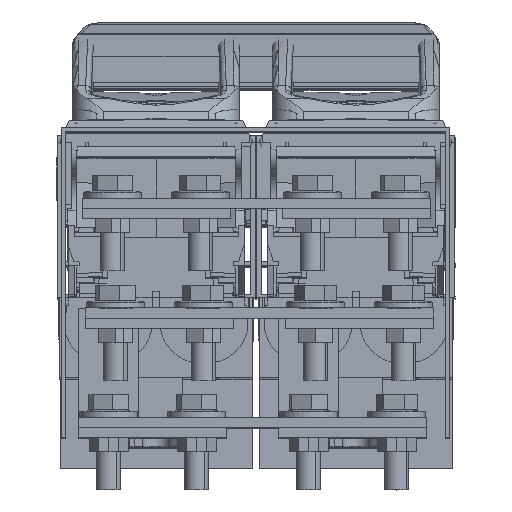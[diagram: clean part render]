
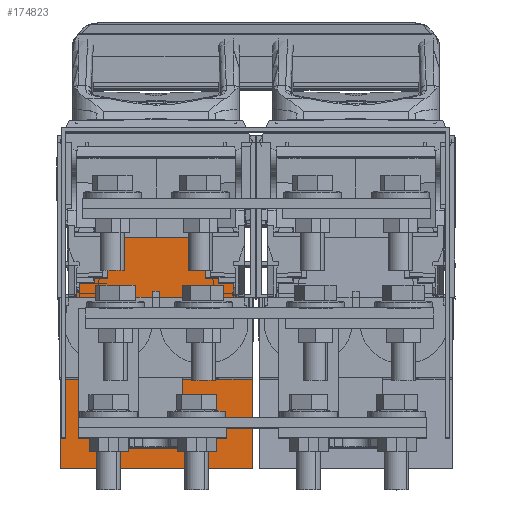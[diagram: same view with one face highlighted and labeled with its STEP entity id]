
A CAD part, top view. The second image highlights one B-rep face of the part: STEP entity #174823.
In plain terms, the highlighted planar face has unit normal (0, 0.018, 1).
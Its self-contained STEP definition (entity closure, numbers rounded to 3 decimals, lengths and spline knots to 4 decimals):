
#174600=DIRECTION('',(1.,0.,0.));
#174601=VECTOR('',#174600,3.6614);
#174602=CARTESIAN_POINT('',(-3.8104,24.3886,
-17.311));
#174603=LINE('',#174602,#174601);
#174604=DIRECTION('',(0.,-1.,0.017));
#174605=VECTOR('',#174604,1.2205);
#174606=CARTESIAN_POINT('',(-0.1489,24.3886,
-17.3112));
#174607=LINE('',#174606,#174605);
#174608=DIRECTION('',(-1.,0.,0.));
#174609=VECTOR('',#174608,0.1772);
#174610=CARTESIAN_POINT('',(-0.1489,23.1683,
-17.2899));
#174611=LINE('',#174610,#174609);
#174612=DIRECTION('',(0.,-1.,0.017));
#174613=VECTOR('',#174612,2.1654);
#174614=CARTESIAN_POINT('',(-0.3261,23.1683,
-17.2899));
#174615=LINE('',#174614,#174613);
#174616=DIRECTION('',(1.,0.,0.));
#174617=VECTOR('',#174616,0.2362);
#174618=CARTESIAN_POINT('',(-0.3261,21.0032,
-17.2521));
#174619=LINE('',#174618,#174617);
#174620=DIRECTION('',(0.,-1.,0.017));
#174621=VECTOR('',#174620,2.9921);
#174622=CARTESIAN_POINT('',(-0.0899,21.0032,
-17.2521));
#174623=LINE('',#174622,#174621);
#174624=DIRECTION('',(-1.,0.,0.));
#174625=VECTOR('',#174624,3.7795);
#174626=CARTESIAN_POINT('',(-0.0899,18.0116,
-17.1999));
#174627=LINE('',#174626,#174625);
#174628=DIRECTION('',(0.,1.,
-0.017));
#174629=VECTOR('',#174628,2.9921);
#174630=CARTESIAN_POINT('',(-3.8694,18.0116,
-17.1997));
#174631=LINE('',#174630,#174629);
#174632=DIRECTION('',(1.,0.,0.));
#174633=VECTOR('',#174632,0.2362);
#174634=CARTESIAN_POINT('',(-3.8694,21.0032,
-17.2519));
#174635=LINE('',#174634,#174633);
#174636=DIRECTION('',(0.,1.,
-0.017));
#174637=VECTOR('',#174636,2.1654);
#174638=CARTESIAN_POINT('',(-3.6332,21.0032,
-17.252));
#174639=LINE('',#174638,#174637);
#174640=DIRECTION('',(-1.,0.,0.));
#174641=VECTOR('',#174640,0.1772);
#174642=CARTESIAN_POINT('',(-3.6332,23.1683,
-17.2897));
#174643=LINE('',#174642,#174641);
#174644=DIRECTION('',(0.,1.,
-0.017));
#174645=VECTOR('',#174644,1.2205);
#174646=CARTESIAN_POINT('',(-3.8104,23.1683,
-17.2897));
#174647=LINE('',#174646,#174645);
#174744=CARTESIAN_POINT('',(-3.8104,24.3886,
-17.311));
#174745=CARTESIAN_POINT('',(-0.1489,24.3886,
-17.3112));
#174746=VERTEX_POINT('',#174744);
#174747=VERTEX_POINT('',#174745);
#174748=CARTESIAN_POINT('',(-0.1489,23.1683,
-17.2899));
#174749=VERTEX_POINT('',#174748);
#174750=CARTESIAN_POINT('',(-0.3261,23.1683,
-17.2899));
#174751=VERTEX_POINT('',#174750);
#174752=CARTESIAN_POINT('',(-0.3261,21.0032,
-17.2521));
#174753=VERTEX_POINT('',#174752);
#174754=CARTESIAN_POINT('',(-0.0899,21.0032,
-17.2521));
#174755=VERTEX_POINT('',#174754);
#174756=CARTESIAN_POINT('',(-0.0899,18.0116,
-17.1999));
#174757=VERTEX_POINT('',#174756);
#174758=CARTESIAN_POINT('',(-3.8694,18.0116,
-17.1997));
#174759=VERTEX_POINT('',#174758);
#174760=CARTESIAN_POINT('',(-3.8694,21.0032,
-17.2519));
#174761=VERTEX_POINT('',#174760);
#174762=CARTESIAN_POINT('',(-3.6332,21.0032,
-17.252));
#174763=VERTEX_POINT('',#174762);
#174764=CARTESIAN_POINT('',(-3.6332,23.1683,
-17.2897));
#174765=VERTEX_POINT('',#174764);
#174766=CARTESIAN_POINT('',(-3.8104,23.1683,
-17.2897));
#174767=VERTEX_POINT('',#174766);
#174792=CARTESIAN_POINT('',(-3.6332,24.3886,
-17.311));
#174793=DIRECTION('',(0.,-0.017,
-1.));
#174794=DIRECTION('',(1.,0.,0.));
#174795=AXIS2_PLACEMENT_3D('',#174792,#174793,#174794);
#174796=PLANE('',#174795);
#174798=ORIENTED_EDGE('',*,*,#174797,.T.);
#174800=ORIENTED_EDGE('',*,*,#174799,.T.);
#174802=ORIENTED_EDGE('',*,*,#174801,.T.);
#174804=ORIENTED_EDGE('',*,*,#174803,.T.);
#174806=ORIENTED_EDGE('',*,*,#174805,.T.);
#174808=ORIENTED_EDGE('',*,*,#174807,.T.);
#174810=ORIENTED_EDGE('',*,*,#174809,.T.);
#174812=ORIENTED_EDGE('',*,*,#174811,.T.);
#174814=ORIENTED_EDGE('',*,*,#174813,.T.);
#174816=ORIENTED_EDGE('',*,*,#174815,.T.);
#174818=ORIENTED_EDGE('',*,*,#174817,.T.);
#174820=ORIENTED_EDGE('',*,*,#174819,.T.);
#174821=EDGE_LOOP('',(#174798,#174800,#174802,#174804,#174806,#174808,#174810,
#174812,#174814,#174816,#174818,#174820));
#174822=FACE_OUTER_BOUND('',#174821,.F.);
#174797=EDGE_CURVE('',#174746,#174747,#174603,.T.);
#174799=EDGE_CURVE('',#174747,#174749,#174607,.T.);
#174801=EDGE_CURVE('',#174749,#174751,#174611,.T.);
#174803=EDGE_CURVE('',#174751,#174753,#174615,.T.);
#174805=EDGE_CURVE('',#174753,#174755,#174619,.T.);
#174807=EDGE_CURVE('',#174755,#174757,#174623,.T.);
#174809=EDGE_CURVE('',#174757,#174759,#174627,.T.);
#174811=EDGE_CURVE('',#174759,#174761,#174631,.T.);
#174813=EDGE_CURVE('',#174761,#174763,#174635,.T.);
#174815=EDGE_CURVE('',#174763,#174765,#174639,.T.);
#174817=EDGE_CURVE('',#174765,#174767,#174643,.T.);
#174819=EDGE_CURVE('',#174767,#174746,#174647,.T.);
#174823=ADVANCED_FACE('',(#174822),#174796,.F.);
